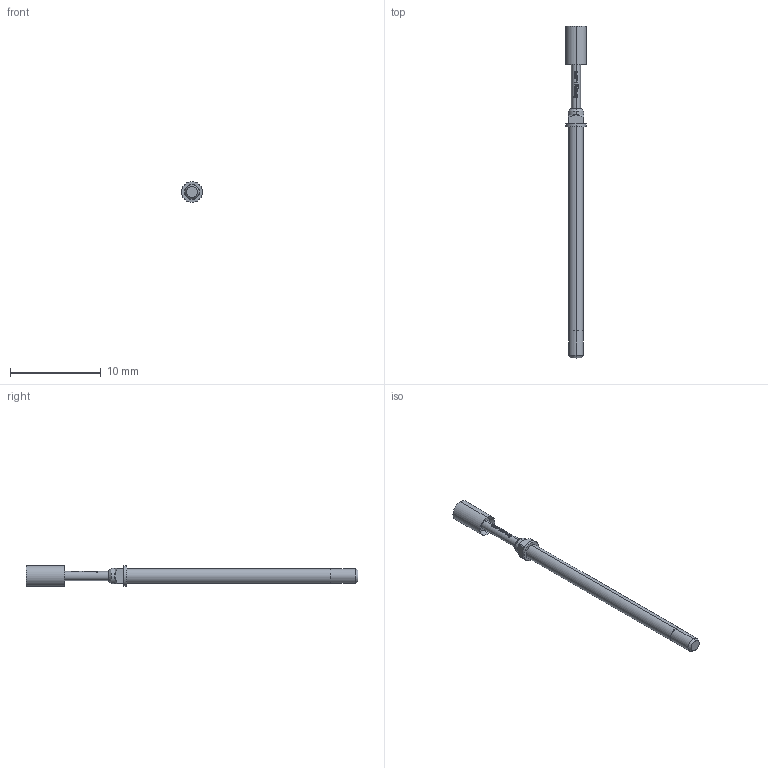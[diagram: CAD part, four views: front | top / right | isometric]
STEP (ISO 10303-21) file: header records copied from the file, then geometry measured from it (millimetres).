
FILE_DESCRIPTION (( 'STEP AP203' ), '1' );
FILE_NAME ('INGUN_GKS-112_003_230_A_xx02_M.STEP', '2022-01-14T08:16:36', ( 'ochi' ), ( '' ), 'SwSTEP 2.0', 'SolidWorks 2018', '' );
FILE_SCHEMA (( 'CONFIG_CONTROL_DESIGN' ));
Length unit declared in the file: millimetre
Products named in the file (1): INGUN_GKS-112_003_230_A_xx02_M
Bounding box: 2.3 x 36.6 x 2.3 mm (x, y, z)
Volume: 77.1 mm3; surface area: 210.5 mm2
Topology: 1 solids, 1 shells, 115 faces, 307 edges, 199 vertices
Faces by surface type: plane 55, cylinder 24, bspline 22, cone 14
Entity records: 3944 total; most frequent: CARTESIAN_POINT 1160, ORIENTED_EDGE 610, DIRECTION 505, EDGE_CURVE 305, AXIS2_PLACEMENT_3D 200, VERTEX_POINT 199, EDGE_LOOP 122, FACE_OUTER_BOUND 115
